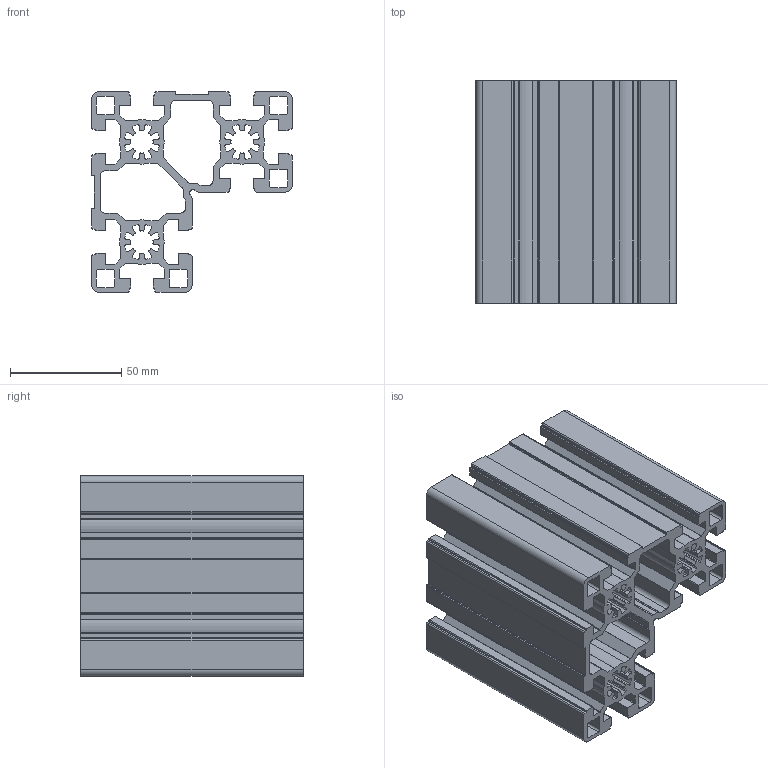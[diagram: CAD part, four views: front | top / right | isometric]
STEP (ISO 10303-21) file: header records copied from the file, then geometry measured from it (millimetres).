
FILE_DESCRIPTION( ( 'Unknown' ), '1' );
FILE_NAME( '6111049', 'Unknown', ( 'Unknown' ), ( 'JUGARD+KÜNSTNER GmbH' ), 'XStep 1.0', 'Unknown', ' ' );
FILE_SCHEMA( ( 'automotive_design' ) );
Length unit declared in the file: millimetre
Products named in the file (1): 1
Bounding box: 90 x 100 x 90 mm (x, y, z)
Volume: 210125.2 mm3; surface area: 137148.8 mm2
Topology: 1 solids, 1 shells, 574 faces, 1716 edges, 1144 vertices
Faces by surface type: cylinder 338, plane 236
Entity records: 24224 total; most frequent: DIRECTION 3542, CARTESIAN_POINT 3435, ORIENTED_EDGE 3432, EDGE_CURVE 1716, AXIS2_PLACEMENT_3D 1251, VERTEX_POINT 1144, LINE 1040, VECTOR 1040
